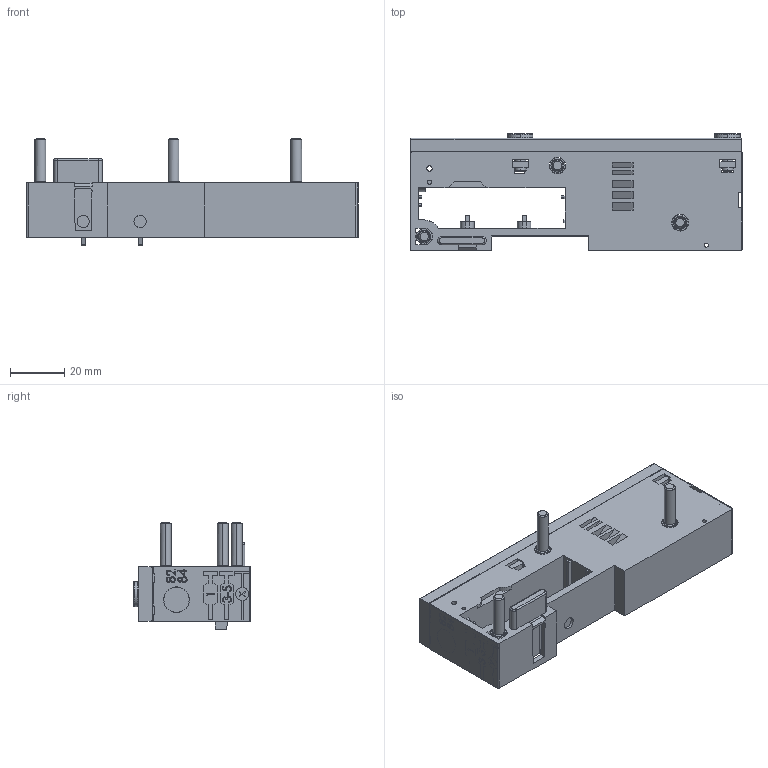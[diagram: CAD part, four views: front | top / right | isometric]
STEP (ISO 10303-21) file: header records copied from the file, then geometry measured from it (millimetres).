
FILE_DESCRIPTION (( 'STEP AP203' ), '1' );
FILE_NAME ('PAL-SPC.step', '2020-10-29T13:53:08', ( '' ), ( '' ), 'SwSTEP 2.0', 'SolidWorks 2019', '' );
FILE_SCHEMA (( 'CONFIG_CONTROL_DESIGN' ));
Length unit declared in the file: inch
Products named in the file (1): PAL-SPC
Bounding box: 122.1 x 43 x 39.5 mm (x, y, z)
Volume: 71738.6 mm3; surface area: 30270.4 mm2
Topology: 13 solids, 13 shells, 1037 faces, 2899 edges, 1912 vertices
Faces by surface type: plane 848, cylinder 139, cone 34, torus 16
Entity records: 33243 total; most frequent: CARTESIAN_POINT 6184, ORIENTED_EDGE 5798, DIRECTION 5267, EDGE_CURVE 2899, LINE 2481, VECTOR 2481, VERTEX_POINT 1912, AXIS2_PLACEMENT_3D 1393
